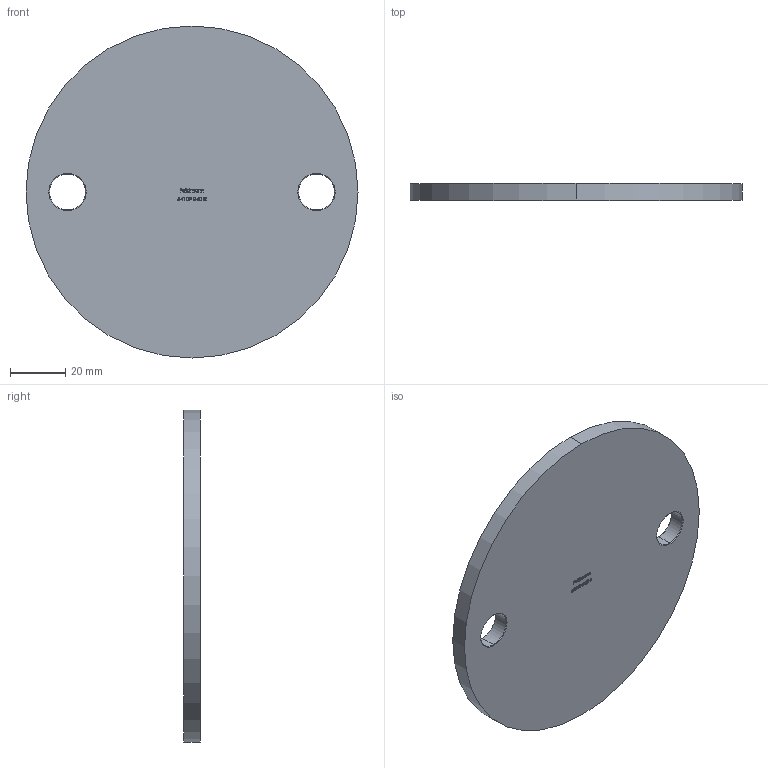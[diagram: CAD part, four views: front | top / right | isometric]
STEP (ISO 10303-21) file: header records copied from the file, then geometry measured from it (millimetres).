
FILE_DESCRIPTION (( 'STEP AP203' ), '1' );
FILE_NAME ('54109-240-R.step', '2020-10-21T10:59:54', ( '' ), ( '' ), 'SwSTEP 2.0', 'SolidWorks 2018', '' );
FILE_SCHEMA (( 'CONFIG_CONTROL_DESIGN' ));
Length unit declared in the file: millimetre
Products named in the file (2): 54109-240-R
Bounding box: 120 x 6 x 120 mm (x, y, z)
Volume: 66259.8 mm3; surface area: 24827.3 mm2
Topology: 1 solids, 1 shells, 258 faces, 676 edges, 448 vertices
Faces by surface type: plane 150, bspline 94, cone 8, cylinder 6
Entity records: 13319 total; most frequent: CARTESIAN_POINT 7422, ORIENTED_EDGE 1352, DIRECTION 840, EDGE_CURVE 676, VECTOR 468, LINE 468, VERTEX_POINT 448, EDGE_LOOP 290
